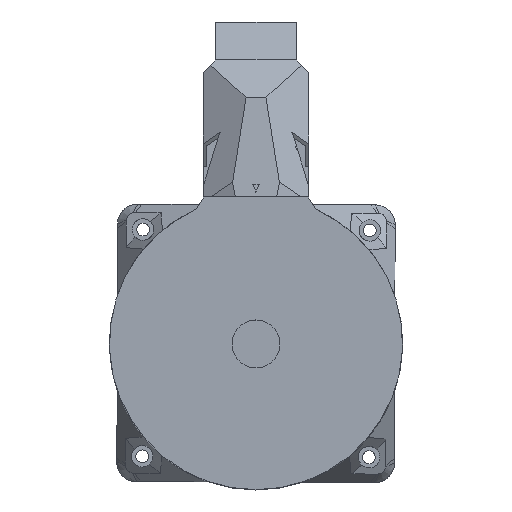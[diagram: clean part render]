
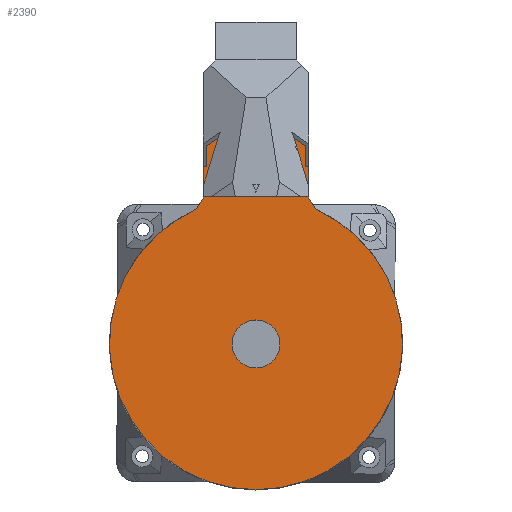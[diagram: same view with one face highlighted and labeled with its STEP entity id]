
A CAD part, top view. The second image highlights one B-rep face of the part: STEP entity #2390.
In plain terms, the highlighted planar face has unit normal (0, 0, 1).
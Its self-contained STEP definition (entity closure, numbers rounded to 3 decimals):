
#77=FACE_BOUND('',#317,.T.);
#145=CIRCLE('',#2531,15.);
#149=CIRCLE('',#2548,91.793);
#188=FACE_OUTER_BOUND('',#316,.T.);
#316=EDGE_LOOP('',(#1663,#1664,#1665,#1666,#1667,#1668,#1669,#1670,#1671,
#1672,#1673,#1674,#1675,#1676,#1677,#1678,#1679,#1680,#1681,#1682,#1683,
#1684));
#317=EDGE_LOOP('',(#1685));
#456=LINE('',#3350,#716);
#476=LINE('',#3426,#736);
#480=LINE('',#3432,#740);
#483=LINE('',#3436,#743);
#510=LINE('',#3491,#770);
#511=LINE('',#3493,#771);
#512=LINE('',#3494,#772);
#513=LINE('',#3496,#773);
#514=LINE('',#3498,#774);
#515=LINE('',#3500,#775);
#516=LINE('',#3502,#776);
#517=LINE('',#3504,#777);
#518=LINE('',#3506,#778);
#519=LINE('',#3508,#779);
#520=LINE('',#3510,#780);
#521=LINE('',#3512,#781);
#522=LINE('',#3514,#782);
#523=LINE('',#3516,#783);
#524=LINE('',#3518,#784);
#525=LINE('',#3520,#785);
#526=LINE('',#3521,#786);
#716=VECTOR('',#2730,10.);
#736=VECTOR('',#2792,10.);
#740=VECTOR('',#2796,10.);
#743=VECTOR('',#2801,10.);
#770=VECTOR('',#2842,10.);
#771=VECTOR('',#2843,10.);
#772=VECTOR('',#2844,10.);
#773=VECTOR('',#2845,10.);
#774=VECTOR('',#2846,10.);
#775=VECTOR('',#2847,10.);
#776=VECTOR('',#2848,10.);
#777=VECTOR('',#2849,10.);
#778=VECTOR('',#2850,10.);
#779=VECTOR('',#2851,10.);
#780=VECTOR('',#2852,10.);
#781=VECTOR('',#2853,10.);
#782=VECTOR('',#2854,10.);
#783=VECTOR('',#2855,10.);
#784=VECTOR('',#2856,10.);
#785=VECTOR('',#2857,10.);
#786=VECTOR('',#2858,10.);
#975=VERTEX_POINT('',#3347);
#976=VERTEX_POINT('',#3349);
#978=VERTEX_POINT('',#3356);
#980=VERTEX_POINT('',#3361);
#1002=VERTEX_POINT('',#3405);
#1009=VERTEX_POINT('',#3422);
#1011=VERTEX_POINT('',#3425);
#1013=VERTEX_POINT('',#3430);
#1034=VERTEX_POINT('',#3490);
#1035=VERTEX_POINT('',#3492);
#1036=VERTEX_POINT('',#3495);
#1037=VERTEX_POINT('',#3497);
#1038=VERTEX_POINT('',#3499);
#1039=VERTEX_POINT('',#3501);
#1040=VERTEX_POINT('',#3503);
#1041=VERTEX_POINT('',#3505);
#1042=VERTEX_POINT('',#3507);
#1043=VERTEX_POINT('',#3509);
#1044=VERTEX_POINT('',#3511);
#1045=VERTEX_POINT('',#3513);
#1046=VERTEX_POINT('',#3515);
#1047=VERTEX_POINT('',#3517);
#1048=VERTEX_POINT('',#3519);
#1213=EDGE_CURVE('',#975,#976,#456,.T.);
#1218=EDGE_CURVE('',#978,#978,#145,.T.);
#1242=EDGE_CURVE('',#980,#1002,#149,.T.);
#1250=EDGE_CURVE('',#1011,#1009,#476,.T.);
#1254=EDGE_CURVE('',#975,#1013,#480,.T.);
#1257=EDGE_CURVE('',#980,#1009,#483,.T.);
#1284=EDGE_CURVE('',#1013,#1034,#510,.T.);
#1285=EDGE_CURVE('',#1034,#1035,#511,.T.);
#1286=EDGE_CURVE('',#1035,#1011,#512,.T.);
#1287=EDGE_CURVE('',#1036,#1002,#513,.T.);
#1288=EDGE_CURVE('',#1037,#1036,#514,.T.);
#1289=EDGE_CURVE('',#1037,#1038,#515,.T.);
#1290=EDGE_CURVE('',#1038,#1039,#516,.T.);
#1291=EDGE_CURVE('',#1040,#1039,#517,.T.);
#1292=EDGE_CURVE('',#1041,#1040,#518,.T.);
#1293=EDGE_CURVE('',#1041,#1042,#519,.T.);
#1294=EDGE_CURVE('',#1042,#1043,#520,.T.);
#1295=EDGE_CURVE('',#1043,#1044,#521,.T.);
#1296=EDGE_CURVE('',#1044,#1045,#522,.T.);
#1297=EDGE_CURVE('',#1045,#1046,#523,.T.);
#1298=EDGE_CURVE('',#1046,#1047,#524,.T.);
#1299=EDGE_CURVE('',#1047,#1048,#525,.T.);
#1300=EDGE_CURVE('',#1048,#976,#526,.T.);
#1663=ORIENTED_EDGE('',*,*,#1213,.F.);
#1664=ORIENTED_EDGE('',*,*,#1254,.T.);
#1665=ORIENTED_EDGE('',*,*,#1284,.T.);
#1666=ORIENTED_EDGE('',*,*,#1285,.T.);
#1667=ORIENTED_EDGE('',*,*,#1286,.T.);
#1668=ORIENTED_EDGE('',*,*,#1250,.T.);
#1669=ORIENTED_EDGE('',*,*,#1257,.F.);
#1670=ORIENTED_EDGE('',*,*,#1242,.T.);
#1671=ORIENTED_EDGE('',*,*,#1287,.F.);
#1672=ORIENTED_EDGE('',*,*,#1288,.F.);
#1673=ORIENTED_EDGE('',*,*,#1289,.T.);
#1674=ORIENTED_EDGE('',*,*,#1290,.T.);
#1675=ORIENTED_EDGE('',*,*,#1291,.F.);
#1676=ORIENTED_EDGE('',*,*,#1292,.F.);
#1677=ORIENTED_EDGE('',*,*,#1293,.T.);
#1678=ORIENTED_EDGE('',*,*,#1294,.T.);
#1679=ORIENTED_EDGE('',*,*,#1295,.T.);
#1680=ORIENTED_EDGE('',*,*,#1296,.T.);
#1681=ORIENTED_EDGE('',*,*,#1297,.T.);
#1682=ORIENTED_EDGE('',*,*,#1298,.T.);
#1683=ORIENTED_EDGE('',*,*,#1299,.T.);
#1684=ORIENTED_EDGE('',*,*,#1300,.T.);
#1685=ORIENTED_EDGE('',*,*,#1218,.F.);
#2296=PLANE('',#2558);
#2390=ADVANCED_FACE('',(#188,#77),#2296,.T.);
#2531=AXIS2_PLACEMENT_3D('',#3358,#2737,#2738);
#2548=AXIS2_PLACEMENT_3D('',#3407,#2779,#2780);
#2558=AXIS2_PLACEMENT_3D('',#3489,#2840,#2841);
#2730=DIRECTION('',(1.,0.,0.));
#2737=DIRECTION('center_axis',(0.,0.,
1.));
#2738=DIRECTION('ref_axis',(0.,-1.,0.));
#2779=DIRECTION('center_axis',(0.,0.,
1.));
#2780=DIRECTION('ref_axis',(0.,-1.,0.));
#2792=DIRECTION('',(0.,-1.,0.));
#2796=DIRECTION('',(0.,-1.,0.));
#2801=DIRECTION('',(0.554,0.832,0.));
#2840=DIRECTION('center_axis',(0.,0.,
1.));
#2841=DIRECTION('ref_axis',(-1.,0.,0.));
#2842=DIRECTION('',(0.927,0.376,0.));
#2843=DIRECTION('',(0.,-1.,0.));
#2844=DIRECTION('',(-1.,0.,0.));
#2845=DIRECTION('',(0.554,-0.832,0.));
#2846=DIRECTION('',(0.,-1.,0.));
#2847=DIRECTION('',(-1.,0.,0.));
#2848=DIRECTION('',(0.,1.,0.));
#2849=DIRECTION('',(-0.927,0.376,0.));
#2850=DIRECTION('',(0.,-1.,0.));
#2851=DIRECTION('',(-1.,0.,0.));
#2852=DIRECTION('',(0.,1.,0.));
#2853=DIRECTION('',(-0.295,0.956,0.));
#2854=DIRECTION('',(-0.707,0.707,0.));
#2855=DIRECTION('',(-1.,0.,0.));
#2856=DIRECTION('',(-0.707,-0.707,0.));
#2857=DIRECTION('',(-0.295,-0.956,0.));
#2858=DIRECTION('',(0.,-1.,0.));
#3347=CARTESIAN_POINT('',(-33.027,133.598,111.));
#3349=CARTESIAN_POINT('',(-31.027,133.598,111.));
#3350=CARTESIAN_POINT('',(0.,133.598,111.));
#3356=CARTESIAN_POINT('',(0.,37.5,111.));
#3358=CARTESIAN_POINT('Origin',(0.,22.5,111.));
#3361=CARTESIAN_POINT('',(-37.642,106.749,111.));
#3405=CARTESIAN_POINT('',(37.642,106.749,111.));
#3407=CARTESIAN_POINT('Origin',(0.,23.029,111.));
#3422=CARTESIAN_POINT('',(-33.027,113.674,111.));
#3425=CARTESIAN_POINT('',(-33.027,114.862,111.));
#3426=CARTESIAN_POINT('',(-33.027,114.932,111.));
#3430=CARTESIAN_POINT('',(-33.027,118.301,111.));
#3432=CARTESIAN_POINT('',(-33.027,128.906,111.));
#3436=CARTESIAN_POINT('',(-23.736,127.619,111.));
#3489=CARTESIAN_POINT('Origin',(33.027,114.932,111.));
#3490=CARTESIAN_POINT('',(-31.027,119.113,111.));
#3491=CARTESIAN_POINT('',(-68.346,103.959,111.));
#3492=CARTESIAN_POINT('',(-31.027,114.862,111.));
#3493=CARTESIAN_POINT('',(-31.027,114.897,111.));
#3494=CARTESIAN_POINT('',(8.257,114.862,111.));
#3495=CARTESIAN_POINT('',(33.027,113.674,111.));
#3496=CARTESIAN_POINT('',(33.891,112.378,111.));
#3497=CARTESIAN_POINT('',(33.027,114.862,111.));
#3498=CARTESIAN_POINT('',(33.027,114.932,111.));
#3499=CARTESIAN_POINT('',(31.027,114.862,111.));
#3500=CARTESIAN_POINT('',(8.257,114.862,111.));
#3501=CARTESIAN_POINT('',(31.027,119.113,111.));
#3502=CARTESIAN_POINT('',(31.027,136.711,111.));
#3503=CARTESIAN_POINT('',(33.027,118.301,111.));
#3504=CARTESIAN_POINT('',(68.346,103.959,111.));
#3505=CARTESIAN_POINT('',(33.027,133.598,111.));
#3506=CARTESIAN_POINT('',(33.027,128.906,111.));
#3507=CARTESIAN_POINT('',(31.027,133.598,111.));
#3508=CARTESIAN_POINT('',(33.027,133.598,111.));
#3509=CARTESIAN_POINT('',(31.027,191.644,111.));
#3510=CARTESIAN_POINT('',(31.027,136.711,111.));
#3511=CARTESIAN_POINT('',(30.975,191.815,111.));
#3512=CARTESIAN_POINT('',(34.34,180.912,111.));
#3513=CARTESIAN_POINT('',(25.553,197.237,111.));
#3514=CARTESIAN_POINT('',(31.864,190.926,111.));
#3515=CARTESIAN_POINT('',(-25.553,197.237,111.));
#3516=CARTESIAN_POINT('',(12.777,197.237,111.));
#3517=CARTESIAN_POINT('',(-30.975,191.815,111.));
#3518=CARTESIAN_POINT('',(-27.985,194.804,111.));
#3519=CARTESIAN_POINT('',(-31.027,191.644,111.));
#3520=CARTESIAN_POINT('',(-34.313,180.998,111.));
#3521=CARTESIAN_POINT('',(-31.027,175.575,111.));
